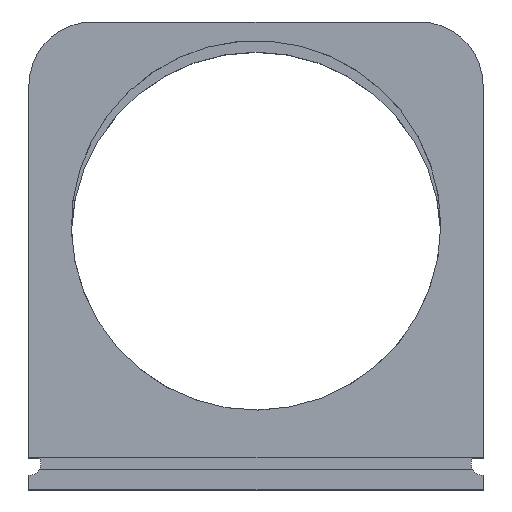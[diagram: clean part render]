
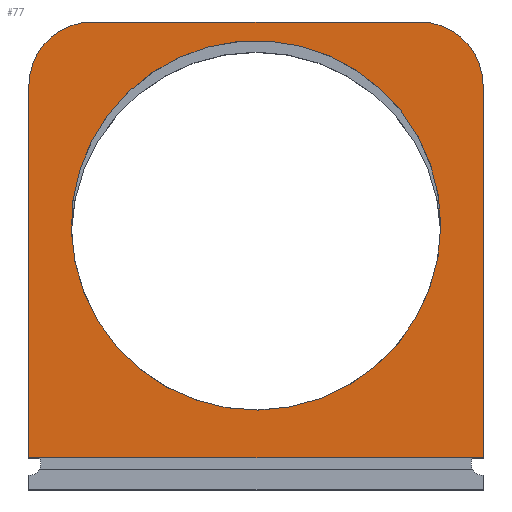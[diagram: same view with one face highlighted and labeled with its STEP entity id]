
A CAD part, top view. The second image highlights one B-rep face of the part: STEP entity #77.
In plain terms, the highlighted planar face has unit normal (0, 0, 1).
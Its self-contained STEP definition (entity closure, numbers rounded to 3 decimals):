
#77 = ADVANCED_FACE( '', ( #114, #115 ), #116, .T. );
#114 = FACE_BOUND( '', #192, .T. );
#115 = FACE_OUTER_BOUND( '', #193, .T. );
#116 = PLANE( '', #194 );
#192 = EDGE_LOOP( '', ( #278 ) );
#193 = EDGE_LOOP( '', ( #279, #280, #281, #282, #283, #284 ) );
#194 = AXIS2_PLACEMENT_3D( '', #285, #286, #287 );
#278 = ORIENTED_EDGE( '', *, *, #534, .F. );
#279 = ORIENTED_EDGE( '', *, *, #535, .T. );
#280 = ORIENTED_EDGE( '', *, *, #536, .T. );
#281 = ORIENTED_EDGE( '', *, *, #537, .T. );
#282 = ORIENTED_EDGE( '', *, *, #538, .T. );
#283 = ORIENTED_EDGE( '', *, *, #539, .T. );
#284 = ORIENTED_EDGE( '', *, *, #540, .T. );
#285 = CARTESIAN_POINT( '', ( -24.1, 25.1, 11. ) );
#286 = DIRECTION( '', ( 0., 0., 1. ) );
#287 = DIRECTION( '', ( 1., 0., 0. ) );
#534 = EDGE_CURVE( '', #620, #620, #621, .T. );
#535 = EDGE_CURVE( '', #622, #623, #624, .T. );
#536 = EDGE_CURVE( '', #623, #625, #626, .T. );
#537 = EDGE_CURVE( '', #625, #627, #628, .T. );
#538 = EDGE_CURVE( '', #627, #629, #630, .T. );
#539 = EDGE_CURVE( '', #629, #631, #632, .T. );
#540 = EDGE_CURVE( '', #631, #622, #633, .T. );
#620 = VERTEX_POINT( '', #758 );
#621 = CIRCLE( '', #759, 27.25 );
#622 = VERTEX_POINT( '', #760 );
#623 = VERTEX_POINT( '', #761 );
#624 = CIRCLE( '', #762, 9.4 );
#625 = VERTEX_POINT( '', #763 );
#626 = LINE( '', #764, #765 );
#627 = VERTEX_POINT( '', #766 );
#628 = LINE( '', #767, #768 );
#629 = VERTEX_POINT( '', #769 );
#630 = LINE( '', #770, #771 );
#631 = VERTEX_POINT( '', #772 );
#632 = CIRCLE( '', #773, 9.4 );
#633 = LINE( '', #774, #775 );
#758 = CARTESIAN_POINT( '', ( 27.25, 4.5, 11. ) );
#759 = AXIS2_PLACEMENT_3D( '', #1015, #1016, #1017 );
#760 = CARTESIAN_POINT( '', ( -24.1, 34.5, 11. ) );
#761 = CARTESIAN_POINT( '', ( -33.5, 25.1, 11. ) );
#762 = AXIS2_PLACEMENT_3D( '', #1018, #1019, #1020 );
#763 = CARTESIAN_POINT( '', ( -33.5, -29.8, 11. ) );
#764 = CARTESIAN_POINT( '', ( -33.5, 25.1, 11. ) );
#765 = VECTOR( '', #1021, 1000. );
#766 = CARTESIAN_POINT( '', ( 33.5, -29.8, 11. ) );
#767 = CARTESIAN_POINT( '', ( -33.5, -29.8, 11. ) );
#768 = VECTOR( '', #1022, 1000. );
#769 = CARTESIAN_POINT( '', ( 33.5, 25.1, 11. ) );
#770 = CARTESIAN_POINT( '', ( 33.5, -29.8, 11. ) );
#771 = VECTOR( '', #1023, 1000. );
#772 = CARTESIAN_POINT( '', ( 24.1, 34.5, 11. ) );
#773 = AXIS2_PLACEMENT_3D( '', #1024, #1025, #1026 );
#774 = CARTESIAN_POINT( '', ( 24.1, 34.5, 11. ) );
#775 = VECTOR( '', #1027, 1000. );
#1015 = CARTESIAN_POINT( '', ( 0., 4.5, 11. ) );
#1016 = DIRECTION( '', ( 0., 0., 1. ) );
#1017 = DIRECTION( '', ( 1., 0., 0. ) );
#1018 = CARTESIAN_POINT( '', ( -24.1, 25.1, 11. ) );
#1019 = DIRECTION( '', ( 0., 0., 1. ) );
#1020 = DIRECTION( '', ( 1., 0., 0. ) );
#1021 = DIRECTION( '', ( 0., -1., 0. ) );
#1022 = DIRECTION( '', ( 1., 0., 0. ) );
#1023 = DIRECTION( '', ( 0., 1., 0. ) );
#1024 = CARTESIAN_POINT( '', ( 24.1, 25.1, 11. ) );
#1025 = DIRECTION( '', ( 0., 0., 1. ) );
#1026 = DIRECTION( '', ( 1., 0., 0. ) );
#1027 = DIRECTION( '', ( -1., 0., 0. ) );
